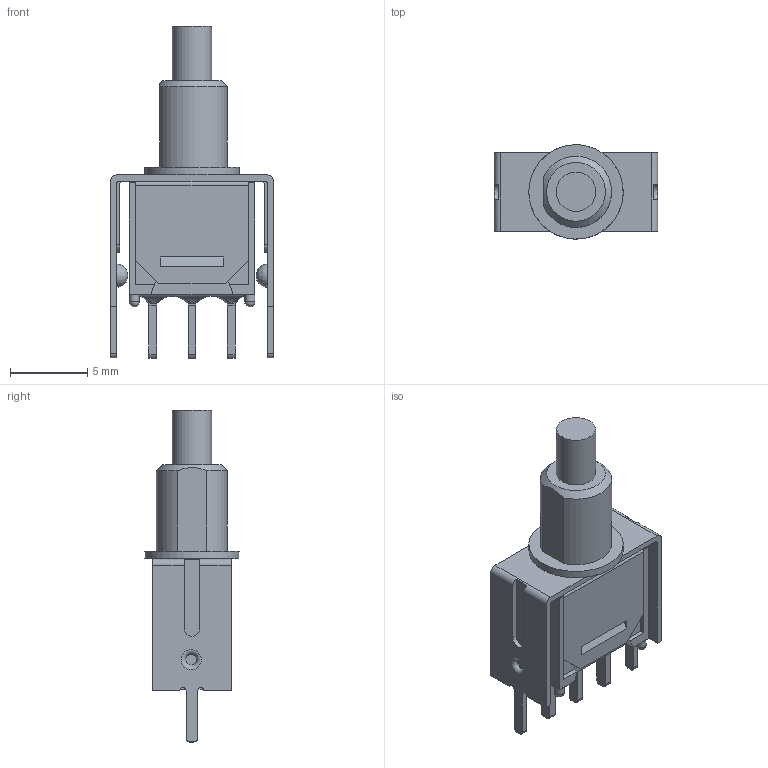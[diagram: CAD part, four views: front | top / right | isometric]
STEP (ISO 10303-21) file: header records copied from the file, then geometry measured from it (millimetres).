
FILE_DESCRIPTION((' '),'2;1');
FILE_NAME('800SP8B6VS2xE.stp','2017-08-03T13:39:04',(' '),(' '),' ','ACIS',' ');
FILE_SCHEMA(('CONFIG_CONTROL_DESIGN'));
Length unit declared in the file: inch
Products named in the file (1): 800SP8B6VS2xE.stp
Bounding box: 10.56 x 6.09 x 21.46 mm (x, y, z)
Volume: 332.6 mm3; surface area: 923.4 mm2
Topology: 1 solids, 3 shells, 200 faces, 531 edges, 343 vertices
Faces by surface type: plane 137, cylinder 46, bspline 10, sphere 4, torus 2, cone 1
Full cylindrical faces by diameter (mm): 0.65 x4, 0.7 x2, 1.5 x2, 2.54 x2, 6.1 x1
Entity records: 6626 total; most frequent: CARTESIAN_POINT 1687, ORIENTED_EDGE 1012, DIRECTION 958, EDGE_CURVE 506, VECTOR 360, LINE 360, VERTEX_POINT 336, AXIS2_PLACEMENT_3D 299
